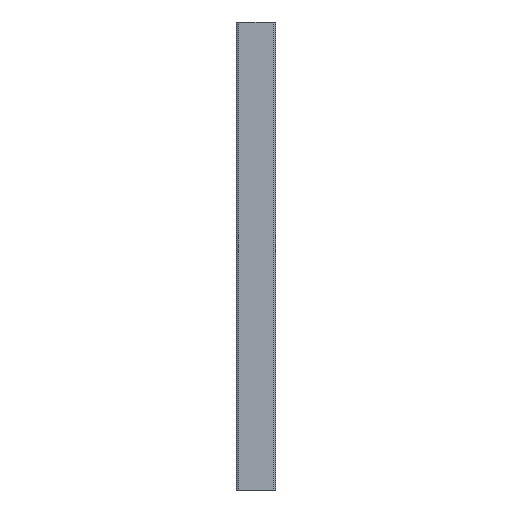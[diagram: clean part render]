
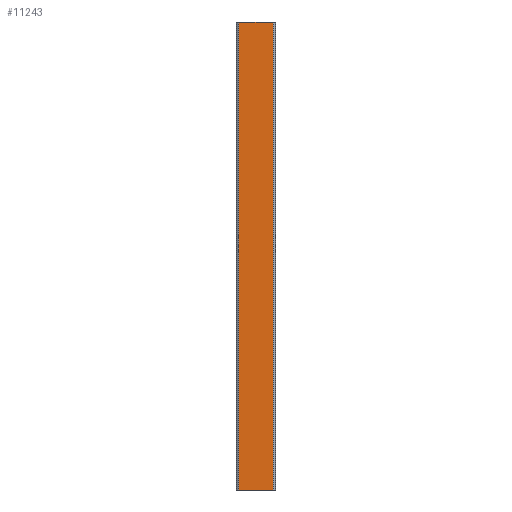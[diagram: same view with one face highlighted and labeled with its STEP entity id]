
A CAD part, left-side view. The second image highlights one B-rep face of the part: STEP entity #11243.
In plain terms, the highlighted planar face has unit normal (-1, 0, 0).
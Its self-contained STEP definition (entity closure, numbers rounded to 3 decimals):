
#343 = EDGE_CURVE ( 'NONE', #15744, #12680, #18264, .T. ) ;
#834 = CARTESIAN_POINT ( 'NONE',  ( -12., 0.5, 96. ) ) ;
#1845 = ORIENTED_EDGE ( 'NONE', *, *, #4847, .T. ) ;
#1850 = EDGE_CURVE ( 'NONE', #12680, #14679, #5934, .T. ) ;
#2025 = VERTEX_POINT ( 'NONE', #834 ) ;
#2294 = CARTESIAN_POINT ( 'NONE',  ( -12., 0.5, 0. ) ) ;
#2959 = FACE_OUTER_BOUND ( 'NONE', #8848, .T. ) ;
#3179 = CARTESIAN_POINT ( 'NONE',  ( -12., 8., 0. ) ) ;
#3726 = ORIENTED_EDGE ( 'NONE', *, *, #10671, .F. ) ;
#4347 = DIRECTION ( 'NONE',  ( 0., 0., 1. ) ) ;
#4761 = ORIENTED_EDGE ( 'NONE', *, *, #343, .T. ) ;
#4847 = EDGE_CURVE ( 'NONE', #14679, #2025, #6527, .T. ) ;
#4995 = CARTESIAN_POINT ( 'NONE',  ( -12., 8., 96. ) ) ;
#5934 = LINE ( 'NONE', #3179, #9400 ) ;
#6527 = LINE ( 'NONE', #7312, #17834 ) ;
#7312 = CARTESIAN_POINT ( 'NONE',  ( -12., 0.5, 96. ) ) ;
#7718 = DIRECTION ( 'NONE',  ( 0., 0., -1. ) ) ;
#7963 = DIRECTION ( 'NONE',  ( 0., -1., 0. ) ) ;
#8347 = CARTESIAN_POINT ( 'NONE',  ( -12., 7.5, 0. ) ) ;
#8598 = DIRECTION ( 'NONE',  ( 1., 0., 0. ) ) ;
#8812 = CARTESIAN_POINT ( 'NONE',  ( -12., 7.5, 96. ) ) ;
#8848 = EDGE_LOOP ( 'NONE', ( #10706, #1845, #3726, #4761 ) ) ;
#9400 = VECTOR ( 'NONE', #16498, 1000. ) ;
#9964 = VECTOR ( 'NONE', #7718, 1000. ) ;
#10671 = EDGE_CURVE ( 'NONE', #15744, #2025, #14351, .T. ) ;
#10706 = ORIENTED_EDGE ( 'NONE', *, *, #1850, .T. ) ;
#11243 = ADVANCED_FACE ( 'NONE', ( #2959 ), #17406, .F. ) ;
#12136 = CARTESIAN_POINT ( 'NONE',  ( -12., 7.5, 96. ) ) ;
#12680 = VERTEX_POINT ( 'NONE', #8347 ) ;
#13898 = VECTOR ( 'NONE', #7963, 1000. ) ;
#14351 = LINE ( 'NONE', #4995, #13898 ) ;
#14679 = VERTEX_POINT ( 'NONE', #2294 ) ;
#15744 = VERTEX_POINT ( 'NONE', #8812 ) ;
#16498 = DIRECTION ( 'NONE',  ( 0., -1., 0. ) ) ;
#17406 = PLANE ( 'NONE',  #19118 ) ;
#17834 = VECTOR ( 'NONE', #4347, 1000. ) ;
#18264 = LINE ( 'NONE', #12136, #9964 ) ;
#18821 = CARTESIAN_POINT ( 'NONE',  ( -12., 8., 96. ) ) ;
#18885 = DIRECTION ( 'NONE',  ( 0., 0., -1. ) ) ;
#19118 = AXIS2_PLACEMENT_3D ( 'NONE', #18821, #8598, #18885 ) ;
